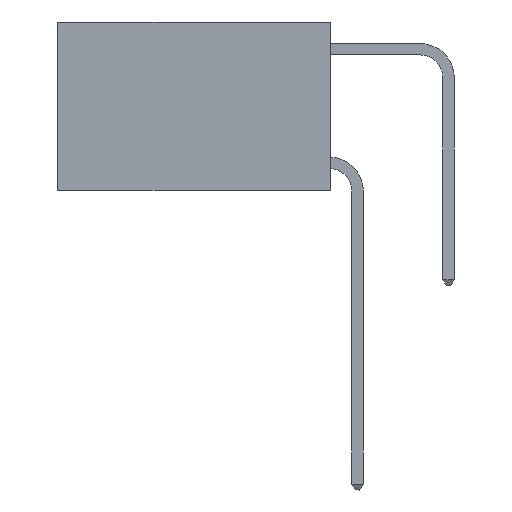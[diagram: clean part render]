
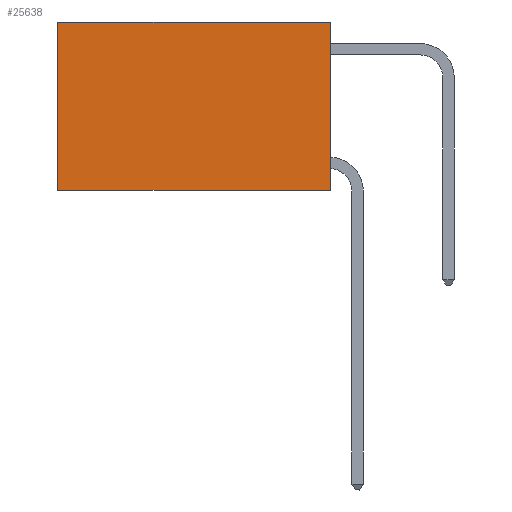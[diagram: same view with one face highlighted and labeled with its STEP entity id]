
A CAD part, left-side view. The second image highlights one B-rep face of the part: STEP entity #25638.
In plain terms, the highlighted planar face has unit normal (-1, 0, 0).
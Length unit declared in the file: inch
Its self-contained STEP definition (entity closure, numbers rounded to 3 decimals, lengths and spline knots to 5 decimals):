
#1860 = EDGE_CURVE ( 'NONE', #20132, #16601, #2508, .T. ) ;
#2339 = CARTESIAN_POINT ( 'NONE',  ( 0.2625, 0., 0. ) ) ;
#2508 = LINE ( 'NONE', #11448, #27529 ) ;
#2982 = CARTESIAN_POINT ( 'NONE',  ( 0.2625, 0.6, -0.37 ) ) ;
#5463 = CARTESIAN_POINT ( 'NONE',  ( 0.2625, 0.6, 0. ) ) ;
#6468 = VECTOR ( 'NONE', #12223, 39.37008 ) ;
#6731 = DIRECTION ( 'NONE',  ( 0., 1., 0. ) ) ;
#6791 = AXIS2_PLACEMENT_3D ( 'NONE', #17450, #24346, #13476 ) ;
#6992 = LINE ( 'NONE', #23144, #15877 ) ;
#7134 = DIRECTION ( 'NONE',  ( 0., 1., 0. ) ) ;
#7225 = LINE ( 'NONE', #5463, #6468 ) ;
#7551 = ORIENTED_EDGE ( 'NONE', *, *, #17529, .T. ) ;
#8280 = CARTESIAN_POINT ( 'NONE',  ( 0.2625, 0.6, 0. ) ) ;
#8926 = FACE_OUTER_BOUND ( 'NONE', #27994, .T. ) ;
#11448 = CARTESIAN_POINT ( 'NONE',  ( 0.2625, 0., 0. ) ) ;
#12223 = DIRECTION ( 'NONE',  ( 0., 0., -1. ) ) ;
#13476 = DIRECTION ( 'NONE',  ( 0., 0., -1. ) ) ;
#14039 = CARTESIAN_POINT ( 'NONE',  ( 0.2625, 0., -0.37 ) ) ;
#14251 = VERTEX_POINT ( 'NONE', #8280 ) ;
#15300 = EDGE_CURVE ( 'NONE', #16601, #24744, #6992, .T. ) ;
#15877 = VECTOR ( 'NONE', #7134, 39.37008 ) ;
#16601 = VERTEX_POINT ( 'NONE', #14039 ) ;
#17192 = ORIENTED_EDGE ( 'NONE', *, *, #1860, .F. ) ;
#17450 = CARTESIAN_POINT ( 'NONE',  ( 0.2625, 0., 0. ) ) ;
#17529 = EDGE_CURVE ( 'NONE', #20132, #14251, #23911, .T. ) ;
#17876 = PLANE ( 'NONE',  #6791 ) ;
#18801 = ORIENTED_EDGE ( 'NONE', *, *, #27696, .T. ) ;
#20132 = VERTEX_POINT ( 'NONE', #21571 ) ;
#20682 = DIRECTION ( 'NONE',  ( 0., 0., -1. ) ) ;
#21267 = ORIENTED_EDGE ( 'NONE', *, *, #15300, .F. ) ;
#21571 = CARTESIAN_POINT ( 'NONE',  ( 0.2625, 0., 0. ) ) ;
#23144 = CARTESIAN_POINT ( 'NONE',  ( 0.2625, 0., -0.37 ) ) ;
#23911 = LINE ( 'NONE', #2339, #24821 ) ;
#24346 = DIRECTION ( 'NONE',  ( 1., 0., 0. ) ) ;
#24744 = VERTEX_POINT ( 'NONE', #2982 ) ;
#24821 = VECTOR ( 'NONE', #6731, 39.37008 ) ;
#25638 = ADVANCED_FACE ( 'NONE', ( #8926 ), #17876, .F. ) ;
#27529 = VECTOR ( 'NONE', #20682, 39.37008 ) ;
#27696 = EDGE_CURVE ( 'NONE', #14251, #24744, #7225, .T. ) ;
#27994 = EDGE_LOOP ( 'NONE', ( #18801, #21267, #17192, #7551 ) ) ;
